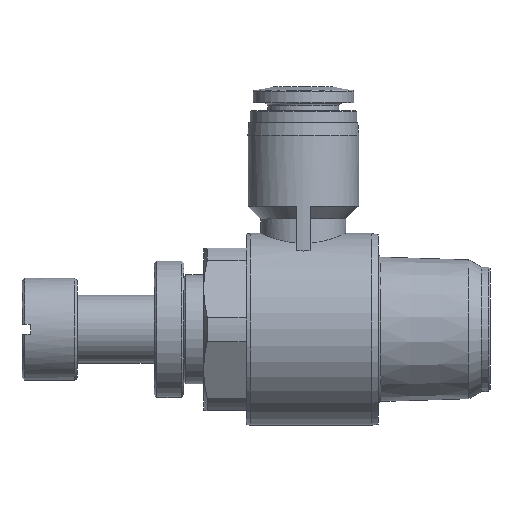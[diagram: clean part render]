
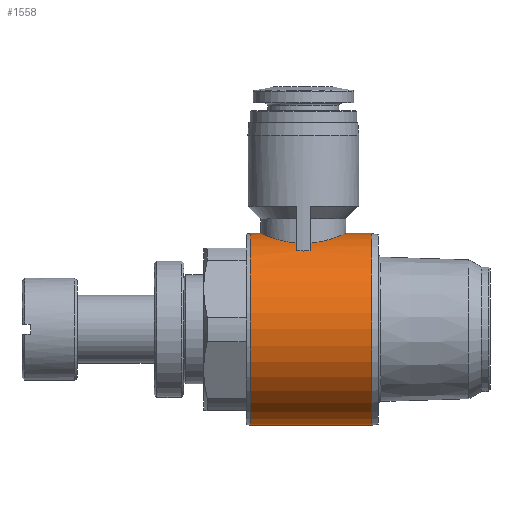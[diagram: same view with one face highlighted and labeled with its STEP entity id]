
A CAD part, left-side view. The second image highlights one B-rep face of the part: STEP entity #1558.
In plain terms, the highlighted cylindrical face has radius 11.25 mm (diameter 22.5 mm), a full revolution.
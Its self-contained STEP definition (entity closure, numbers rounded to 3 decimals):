
#34=CYLINDRICAL_SURFACE('',#1676,11.25);
#63=B_SPLINE_CURVE_WITH_KNOTS('',3,(#2261,#2262,#2263,#2264,#2265,#2266,
#2267,#2268,#2269),.UNSPECIFIED.,.F.,.F.,(4,1,1,1,1,1,4),(0.001,
0.004,0.006,0.008,0.01,
0.011,0.015),.UNSPECIFIED.);
#64=B_SPLINE_CURVE_WITH_KNOTS('',3,(#2275,#2276,#2277,#2278,#2279,#2280,
#2281,#2282,#2283),.UNSPECIFIED.,.F.,.F.,(4,1,1,1,1,1,4),(0.017,
0.02,0.022,0.024,0.026,
0.027,0.031),.UNSPECIFIED.);
#65=B_SPLINE_CURVE_WITH_KNOTS('',3,(#2297,#2298,#2299,#2300),
 .UNSPECIFIED.,.F.,.F.,(4,4),(0.028,0.03),
 .UNSPECIFIED.);
#66=B_SPLINE_CURVE_WITH_KNOTS('',3,(#2308,#2309,#2310,#2311),
 .UNSPECIFIED.,.F.,.F.,(4,4),(0.008,0.009),
 .UNSPECIFIED.);
#293=ORIENTED_EDGE('',*,*,#519,.F.);
#294=ORIENTED_EDGE('',*,*,#520,.T.);
#295=ORIENTED_EDGE('',*,*,#484,.T.);
#296=ORIENTED_EDGE('',*,*,#516,.T.);
#297=ORIENTED_EDGE('',*,*,#497,.T.);
#298=ORIENTED_EDGE('',*,*,#515,.T.);
#299=ORIENTED_EDGE('',*,*,#487,.T.);
#300=ORIENTED_EDGE('',*,*,#518,.T.);
#301=ORIENTED_EDGE('',*,*,#493,.T.);
#302=ORIENTED_EDGE('',*,*,#517,.T.);
#484=EDGE_CURVE('',#605,#603,#63,.T.);
#487=EDGE_CURVE('',#607,#608,#64,.T.);
#493=EDGE_CURVE('',#614,#613,#65,.T.);
#497=EDGE_CURVE('',#618,#617,#66,.T.);
#515=EDGE_CURVE('',#617,#607,#695,.F.);
#516=EDGE_CURVE('',#603,#618,#696,.F.);
#517=EDGE_CURVE('',#613,#605,#697,.F.);
#518=EDGE_CURVE('',#608,#614,#698,.F.);
#519=EDGE_CURVE('',#631,#631,#699,.T.);
#520=EDGE_CURVE('',#632,#632,#700,.T.);
#603=VERTEX_POINT('',#2259);
#605=VERTEX_POINT('',#2270);
#607=VERTEX_POINT('',#2284);
#608=VERTEX_POINT('',#2285);
#613=VERTEX_POINT('',#2296);
#614=VERTEX_POINT('',#2301);
#617=VERTEX_POINT('',#2307);
#618=VERTEX_POINT('',#2312);
#631=VERTEX_POINT('',#2377);
#632=VERTEX_POINT('',#2379);
#695=CIRCLE('',#1669,11.25);
#696=CIRCLE('',#1671,11.25);
#697=CIRCLE('',#1673,11.25);
#698=CIRCLE('',#1675,11.25);
#699=CIRCLE('',#1677,11.25);
#700=CIRCLE('',#1678,11.25);
#783=EDGE_LOOP('',(#293));
#784=EDGE_LOOP('',(#294));
#785=EDGE_LOOP('',(#295,#296,#297,#298,#299,#300,#301,#302));
#900=FACE_BOUND('',#783,.T.);
#901=FACE_BOUND('',#784,.T.);
#902=FACE_BOUND('',#785,.T.);
#1558=ADVANCED_FACE('',(#900,#901,#902),#34,.T.);
#1669=AXIS2_PLACEMENT_3D('',#2368,#1913,#1914);
#1671=AXIS2_PLACEMENT_3D('',#2370,#1917,#1918);
#1673=AXIS2_PLACEMENT_3D('',#2372,#1921,#1922);
#1675=AXIS2_PLACEMENT_3D('',#2374,#1925,#1926);
#1676=AXIS2_PLACEMENT_3D('',#2375,#1927,#1928);
#1677=AXIS2_PLACEMENT_3D('',#2376,#1929,#1930);
#1678=AXIS2_PLACEMENT_3D('',#2378,#1931,#1932);
#1913=DIRECTION('',(0.,1.,0.));
#1914=DIRECTION('',(0.,0.,1.));
#1917=DIRECTION('',(0.,-1.,0.));
#1918=DIRECTION('',(0.,0.,-1.));
#1921=DIRECTION('',(0.,-1.,0.));
#1922=DIRECTION('',(0.,0.,-1.));
#1925=DIRECTION('',(0.,1.,0.));
#1926=DIRECTION('',(0.,0.,1.));
#1927=DIRECTION('',(0.,-1.,0.));
#1928=DIRECTION('',(0.,0.,-1.));
#1929=DIRECTION('',(0.,-1.,0.));
#1930=DIRECTION('',(0.,0.,-1.));
#1931=DIRECTION('',(0.,-1.,0.));
#1932=DIRECTION('',(0.,0.,-1.));
#2259=CARTESIAN_POINT('',(4.936,-32.2,10.11));
#2261=CARTESIAN_POINT('',(-4.936,-32.2,10.11));
#2262=CARTESIAN_POINT('',(-4.746,-31.032,10.202));
#2263=CARTESIAN_POINT('',(-3.826,-29.422,10.656));
#2264=CARTESIAN_POINT('',(-1.79,-28.22,11.151));
#2265=CARTESIAN_POINT('',(-0.005,-27.891,11.299));
#2266=CARTESIAN_POINT('',(1.785,-28.216,11.152));
#2267=CARTESIAN_POINT('',(3.831,-29.427,10.655));
#2268=CARTESIAN_POINT('',(4.745,-31.022,10.203));
#2269=CARTESIAN_POINT('',(4.936,-32.2,10.11));
#2270=CARTESIAN_POINT('',(-4.936,-32.2,10.11));
#2275=CARTESIAN_POINT('',(4.936,-33.8,10.11));
#2276=CARTESIAN_POINT('',(4.744,-34.98,10.203));
#2277=CARTESIAN_POINT('',(3.825,-36.578,10.657));
#2278=CARTESIAN_POINT('',(1.785,-37.783,11.151));
#2279=CARTESIAN_POINT('',(0.,-38.109,11.299));
#2280=CARTESIAN_POINT('',(-1.788,-37.782,11.151));
#2281=CARTESIAN_POINT('',(-3.831,-36.574,10.655));
#2282=CARTESIAN_POINT('',(-4.746,-34.971,10.202));
#2283=CARTESIAN_POINT('',(-4.936,-33.8,10.11));
#2284=CARTESIAN_POINT('',(4.936,-33.8,10.11));
#2285=CARTESIAN_POINT('',(-4.936,-33.8,10.11));
#2296=CARTESIAN_POINT('',(-6.451,-32.2,9.217));
#2297=CARTESIAN_POINT('',(-6.451,-33.8,9.217));
#2298=CARTESIAN_POINT('',(-6.516,-33.274,9.171));
#2299=CARTESIAN_POINT('',(-6.516,-32.727,9.171));
#2300=CARTESIAN_POINT('',(-6.451,-32.2,9.217));
#2301=CARTESIAN_POINT('',(-6.451,-33.8,9.217));
#2307=CARTESIAN_POINT('',(6.451,-33.8,9.217));
#2308=CARTESIAN_POINT('',(6.451,-32.2,9.217));
#2309=CARTESIAN_POINT('',(6.516,-32.727,9.171));
#2310=CARTESIAN_POINT('',(6.516,-33.272,9.171));
#2311=CARTESIAN_POINT('',(6.451,-33.8,9.217));
#2312=CARTESIAN_POINT('',(6.451,-32.2,9.217));
#2368=CARTESIAN_POINT('',(0.,-33.8,0.));
#2370=CARTESIAN_POINT('',(0.,-32.2,0.));
#2372=CARTESIAN_POINT('',(0.,-32.2,0.));
#2374=CARTESIAN_POINT('',(0.,-33.8,0.));
#2375=CARTESIAN_POINT('',(0.,-54.9,0.));
#2376=CARTESIAN_POINT('',(0.,-41.012,0.));
#2377=CARTESIAN_POINT('',(0.,-41.012,-11.25));
#2378=CARTESIAN_POINT('',(0.,-26.792,0.));
#2379=CARTESIAN_POINT('',(0.,-26.792,-11.25));
